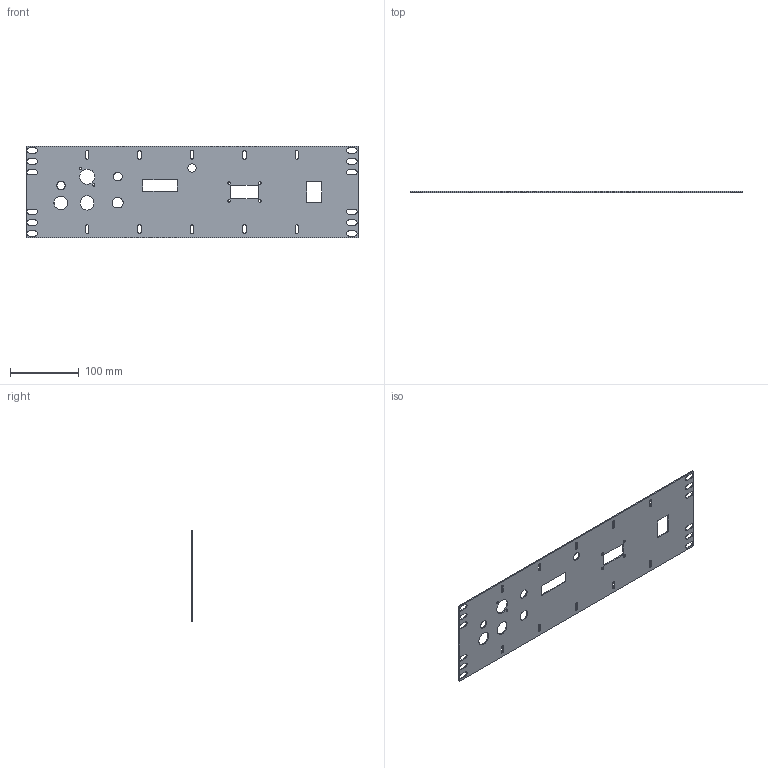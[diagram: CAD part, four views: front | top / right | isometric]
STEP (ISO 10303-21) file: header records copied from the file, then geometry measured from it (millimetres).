
FILE_DESCRIPTION(('FreeCAD Model'),'2;1');
FILE_NAME('Open CASCADE Shape Model','2024-07-03T16:50:23',(''),(''), 'Open CASCADE STEP processor 7.6','FreeCAD','Unknown');
FILE_SCHEMA(('AUTOMOTIVE_DESIGN { 1 0 10303 214 1 1 1 1 }'));
Length unit declared in the file: millimetre
Products named in the file (1): BodyFrontPanelWithHoles
Bounding box: 482.6 x 1.59 x 133.35 mm (x, y, z)
Volume: 93017.5 mm3; surface area: 121637.6 mm2
Topology: 1 solids, 1 shells, 129 faces, 381 edges, 254 vertices
Faces by surface type: plane 70, cylinder 59
Full cylindrical faces by diameter (mm): 3.4 x2, 3.937 x4, 12 x2, 22 x1
Entity records: 4507 total; most frequent: CARTESIAN_POINT 765, ORIENTED_EDGE 762, DIRECTION 759, EDGE_CURVE 381, LINE 263, VECTOR 263, VERTEX_POINT 254, AXIS2_PLACEMENT_3D 248
